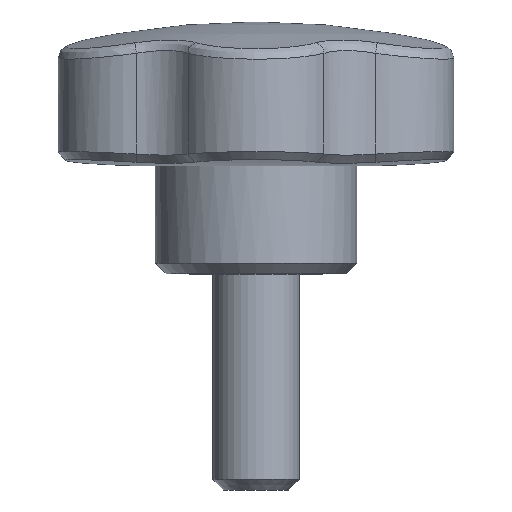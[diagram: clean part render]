
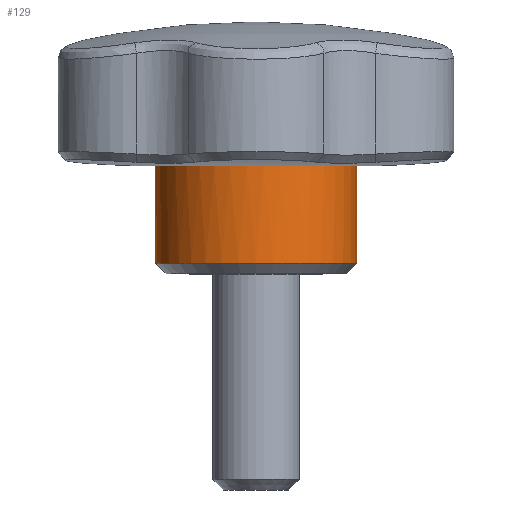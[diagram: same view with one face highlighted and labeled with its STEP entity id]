
A CAD part, front view. The second image highlights one B-rep face of the part: STEP entity #129.
In plain terms, the highlighted cylindrical face has radius 14 mm (diameter 28 mm), a full revolution.
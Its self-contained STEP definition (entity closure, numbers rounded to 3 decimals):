
#129 = ADVANCED_FACE( '', ( #293, #294 ), #295, .T. );
#293 = FACE_OUTER_BOUND( '', #1997, .T. );
#294 = FACE_OUTER_BOUND( '', #1998, .T. );
#295 = CYLINDRICAL_SURFACE( '', #1999, 14. );
#1997 = EDGE_LOOP( '', ( #3557 ) );
#1998 = EDGE_LOOP( '', ( #3558 ) );
#1999 = AXIS2_PLACEMENT_3D( '', #3559, #3560, #3561 );
#3557 = ORIENTED_EDGE( '', *, *, #3881, .T. );
#3558 = ORIENTED_EDGE( '', *, *, #3779, .F. );
#3559 = CARTESIAN_POINT( '', ( 0., 0., 32.521 ) );
#3560 = DIRECTION( '', ( 0., 0., -1. ) );
#3561 = DIRECTION( '', ( 1., 0., 0. ) );
#3779 = EDGE_CURVE( '', #3976, #3976, #3977, .T. );
#3881 = EDGE_CURVE( '', #4142, #4142, #4143, .T. );
#3976 = VERTEX_POINT( '', #4543 );
#3977 = CIRCLE( '', #4544, 14. );
#4142 = VERTEX_POINT( '', #6044 );
#4143 = CIRCLE( '', #6045, 14. );
#4543 = CARTESIAN_POINT( '', ( 14., 0., 15. ) );
#4544 = AXIS2_PLACEMENT_3D( '', #6692, #6693, #6694 );
#6044 = CARTESIAN_POINT( '', ( 14., 0., 1.5 ) );
#6045 = AXIS2_PLACEMENT_3D( '', #6792, #6793, #6794 );
#6692 = CARTESIAN_POINT( '', ( 0., 0., 15. ) );
#6693 = DIRECTION( '', ( 0., 0., 1. ) );
#6694 = DIRECTION( '', ( 1., 0., 0. ) );
#6792 = CARTESIAN_POINT( '', ( 0., 0., 1.5 ) );
#6793 = DIRECTION( '', ( 0., 0., 1. ) );
#6794 = DIRECTION( '', ( 1., 0., 0. ) );
